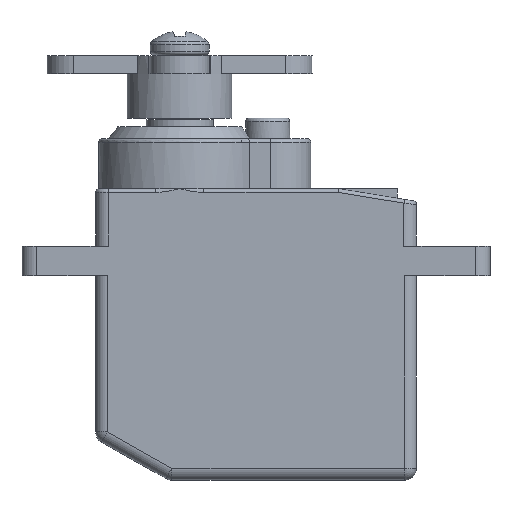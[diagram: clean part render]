
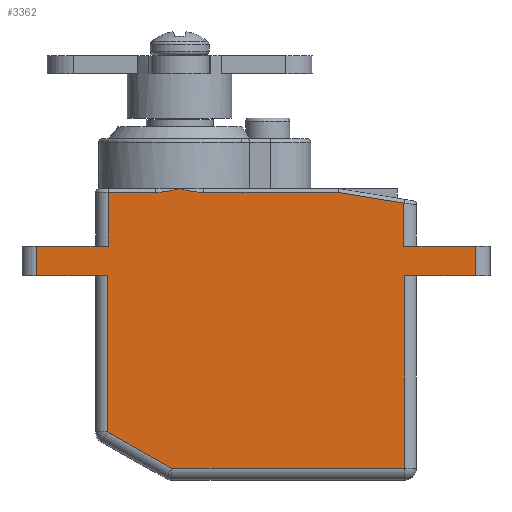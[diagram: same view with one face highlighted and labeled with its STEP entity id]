
A CAD part, left-side view. The second image highlights one B-rep face of the part: STEP entity #3362.
In plain terms, the highlighted planar face has unit normal (-1, 0, 0).
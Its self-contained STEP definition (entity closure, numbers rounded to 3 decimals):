
#84=PLANE('',#3700);
#282=FACE_OUTER_BOUND('',#479,.T.);
#479=EDGE_LOOP('',(#2762,#2763,#2764,#2765,#2766,#2767,#2768,#2769,#2770,
#2771,#2772,#2773,#2774,#2775,#2776,#2777,#2778));
#848=B_SPLINE_CURVE_WITH_KNOTS('',3,(#9567,#9568,#9569,#9570,#9571,#9572),
 .UNSPECIFIED.,.F.,.F.,(4,2,4),(-0.001,0.,0.165),
 .UNSPECIFIED.);
#851=B_SPLINE_CURVE_WITH_KNOTS('',3,(#9695,#9696,#9697,#9698,#9699,#9700),
 .UNSPECIFIED.,.F.,.F.,(4,2,4),(0.324,0.489,0.49),
 .UNSPECIFIED.);
#926=LINE('',#9216,#1153);
#937=LINE('',#9263,#1164);
#945=LINE('',#9291,#1172);
#949=LINE('',#9303,#1176);
#966=LINE('',#9460,#1193);
#967=LINE('',#9464,#1194);
#979=LINE('',#9634,#1206);
#985=LINE('',#9712,#1212);
#986=LINE('',#9713,#1213);
#987=LINE('',#9715,#1214);
#988=LINE('',#9717,#1215);
#989=LINE('',#9719,#1216);
#990=LINE('',#9720,#1217);
#991=LINE('',#9721,#1218);
#992=LINE('',#9722,#1219);
#1153=VECTOR('',#4153,10.);
#1164=VECTOR('',#4196,10.);
#1172=VECTOR('',#4222,10.);
#1176=VECTOR('',#4234,10.);
#1193=VECTOR('',#4347,10.);
#1194=VECTOR('',#4352,10.);
#1206=VECTOR('',#4414,10.);
#1212=VECTOR('',#4424,10.);
#1213=VECTOR('',#4425,10.);
#1214=VECTOR('',#4426,10.);
#1215=VECTOR('',#4427,10.);
#1216=VECTOR('',#4428,10.);
#1217=VECTOR('',#4429,10.);
#1218=VECTOR('',#4430,10.);
#1219=VECTOR('',#4431,10.);
#1449=VERTEX_POINT('',#9213);
#1450=VERTEX_POINT('',#9215);
#1469=VERTEX_POINT('',#9260);
#1470=VERTEX_POINT('',#9262);
#1480=VERTEX_POINT('',#9288);
#1481=VERTEX_POINT('',#9290);
#1484=VERTEX_POINT('',#9300);
#1485=VERTEX_POINT('',#9302);
#1517=VERTEX_POINT('',#9437);
#1524=VERTEX_POINT('',#9457);
#1525=VERTEX_POINT('',#9459);
#1526=VERTEX_POINT('',#9463);
#1541=VERTEX_POINT('',#9625);
#1543=VERTEX_POINT('',#9631);
#1548=VERTEX_POINT('',#9714);
#1549=VERTEX_POINT('',#9716);
#1550=VERTEX_POINT('',#9718);
#1844=EDGE_CURVE('',#1450,#1449,#926,.T.);
#1867=EDGE_CURVE('',#1469,#1470,#937,.T.);
#1881=EDGE_CURVE('',#1481,#1480,#945,.T.);
#1887=EDGE_CURVE('',#1485,#1484,#949,.T.);
#1940=EDGE_CURVE('',#1524,#1525,#966,.T.);
#1942=EDGE_CURVE('',#1525,#1526,#967,.T.);
#1956=EDGE_CURVE('',#1517,#1524,#848,.T.);
#1974=EDGE_CURVE('',#1541,#1543,#979,.T.);
#1976=EDGE_CURVE('',#1543,#1517,#851,.T.);
#1982=EDGE_CURVE('',#1450,#1541,#985,.T.);
#1983=EDGE_CURVE('',#1481,#1449,#986,.T.);
#1984=EDGE_CURVE('',#1548,#1480,#987,.T.);
#1985=EDGE_CURVE('',#1549,#1548,#988,.T.);
#1986=EDGE_CURVE('',#1550,#1549,#989,.T.);
#1987=EDGE_CURVE('',#1485,#1550,#990,.T.);
#1988=EDGE_CURVE('',#1470,#1484,#991,.T.);
#1989=EDGE_CURVE('',#1526,#1469,#992,.T.);
#2762=ORIENTED_EDGE('',*,*,#1942,.F.);
#2763=ORIENTED_EDGE('',*,*,#1940,.F.);
#2764=ORIENTED_EDGE('',*,*,#1956,.F.);
#2765=ORIENTED_EDGE('',*,*,#1976,.F.);
#2766=ORIENTED_EDGE('',*,*,#1974,.F.);
#2767=ORIENTED_EDGE('',*,*,#1982,.F.);
#2768=ORIENTED_EDGE('',*,*,#1844,.T.);
#2769=ORIENTED_EDGE('',*,*,#1983,.F.);
#2770=ORIENTED_EDGE('',*,*,#1881,.T.);
#2771=ORIENTED_EDGE('',*,*,#1984,.F.);
#2772=ORIENTED_EDGE('',*,*,#1985,.F.);
#2773=ORIENTED_EDGE('',*,*,#1986,.F.);
#2774=ORIENTED_EDGE('',*,*,#1987,.F.);
#2775=ORIENTED_EDGE('',*,*,#1887,.T.);
#2776=ORIENTED_EDGE('',*,*,#1988,.F.);
#2777=ORIENTED_EDGE('',*,*,#1867,.F.);
#2778=ORIENTED_EDGE('',*,*,#1989,.F.);
#3362=ADVANCED_FACE('',(#282),#84,.T.);
#3700=AXIS2_PLACEMENT_3D('',#9711,#4422,#4423);
#4153=DIRECTION('',(0.,1.,0.));
#4196=DIRECTION('',(0.,-1.,0.));
#4222=DIRECTION('',(0.,-1.,0.));
#4234=DIRECTION('',(0.,-1.,0.));
#4347=DIRECTION('',(0.,-1.,0.));
#4352=DIRECTION('',(0.,-0.987,-0.161));
#4414=DIRECTION('',(0.,-1.,0.));
#4422=DIRECTION('center_axis',(-1.,0.,0.));
#4423=DIRECTION('ref_axis',(0.,-1.,0.));
#4424=DIRECTION('',(0.,0.,1.));
#4425=DIRECTION('',(0.,0.,1.));
#4426=DIRECTION('',(0.,0.,1.));
#4427=DIRECTION('',(0.,0.871,0.491));
#4428=DIRECTION('',(0.,1.,0.));
#4429=DIRECTION('',(0.,0.,-1.));
#4430=DIRECTION('',(0.,0.,-1.));
#4431=DIRECTION('',(0.,0.,-1.));
#9213=CARTESIAN_POINT('',(-5.5,9.711,15.9));
#9215=CARTESIAN_POINT('',(-5.5,4.861,15.9));
#9216=CARTESIAN_POINT('',(-5.5,5.711,15.9));
#9260=CARTESIAN_POINT('',(-5.5,-15.239,15.9));
#9262=CARTESIAN_POINT('',(-5.5,-20.089,15.9));
#9263=CARTESIAN_POINT('',(-5.5,-16.089,15.9));
#9288=CARTESIAN_POINT('',(-5.5,4.911,13.9));
#9290=CARTESIAN_POINT('',(-5.5,9.711,13.9));
#9291=CARTESIAN_POINT('',(-5.5,5.711,13.9));
#9300=CARTESIAN_POINT('',(-5.5,-20.089,13.9));
#9302=CARTESIAN_POINT('',(-5.5,-15.289,13.9));
#9303=CARTESIAN_POINT('',(-5.5,5.711,13.9));
#9437=CARTESIAN_POINT('',(-5.5,0.,19.8));
#9457=CARTESIAN_POINT('',(-5.5,-1.639,19.55));
#9459=CARTESIAN_POINT('',(-5.5,-10.798,19.55));
#9460=CARTESIAN_POINT('',(-5.5,0.261,19.55));
#9463=CARTESIAN_POINT('',(-5.5,-15.239,18.824));
#9464=CARTESIAN_POINT('',(-5.5,-4.517,20.577));
#9567=CARTESIAN_POINT('Ctrl Pts',(-5.5,0.,19.8));
#9568=CARTESIAN_POINT('Ctrl Pts',(-5.5,-0.003,19.799));
#9569=CARTESIAN_POINT('Ctrl Pts',(-5.5,-0.006,19.799));
#9570=CARTESIAN_POINT('Ctrl Pts',(-5.5,-0.546,
19.682));
#9571=CARTESIAN_POINT('Ctrl Pts',(-5.5,-1.09,19.55));
#9572=CARTESIAN_POINT('Ctrl Pts',(-5.5,-1.639,19.55));
#9625=CARTESIAN_POINT('',(-5.5,4.861,19.55));
#9631=CARTESIAN_POINT('',(-5.5,1.639,19.55));
#9634=CARTESIAN_POINT('',(-5.5,0.261,19.55));
#9695=CARTESIAN_POINT('Ctrl Pts',(-5.5,1.639,19.55));
#9696=CARTESIAN_POINT('Ctrl Pts',(-5.5,1.09,19.55));
#9697=CARTESIAN_POINT('Ctrl Pts',(-5.5,0.547,19.682));
#9698=CARTESIAN_POINT('Ctrl Pts',(-5.5,0.007,19.799));
#9699=CARTESIAN_POINT('Ctrl Pts',(-5.5,0.003,19.799));
#9700=CARTESIAN_POINT('Ctrl Pts',(-5.5,0.,19.8));
#9711=CARTESIAN_POINT('Origin',(-5.5,5.711,13.9));
#9712=CARTESIAN_POINT('',(-5.5,4.861,13.9));
#9713=CARTESIAN_POINT('',(-5.5,9.711,14.4));
#9714=CARTESIAN_POINT('',(-5.5,4.911,3.272));
#9715=CARTESIAN_POINT('',(-5.5,4.911,0.));
#9716=CARTESIAN_POINT('',(-5.5,0.527,0.8));
#9717=CARTESIAN_POINT('',(-5.5,1.469,1.332));
#9718=CARTESIAN_POINT('',(-5.5,-15.289,0.8));
#9719=CARTESIAN_POINT('',(-5.5,0.261,0.8));
#9720=CARTESIAN_POINT('',(-5.5,-15.289,0.));
#9721=CARTESIAN_POINT('',(-5.5,-20.089,14.4));
#9722=CARTESIAN_POINT('',(-5.5,-15.239,13.9));
